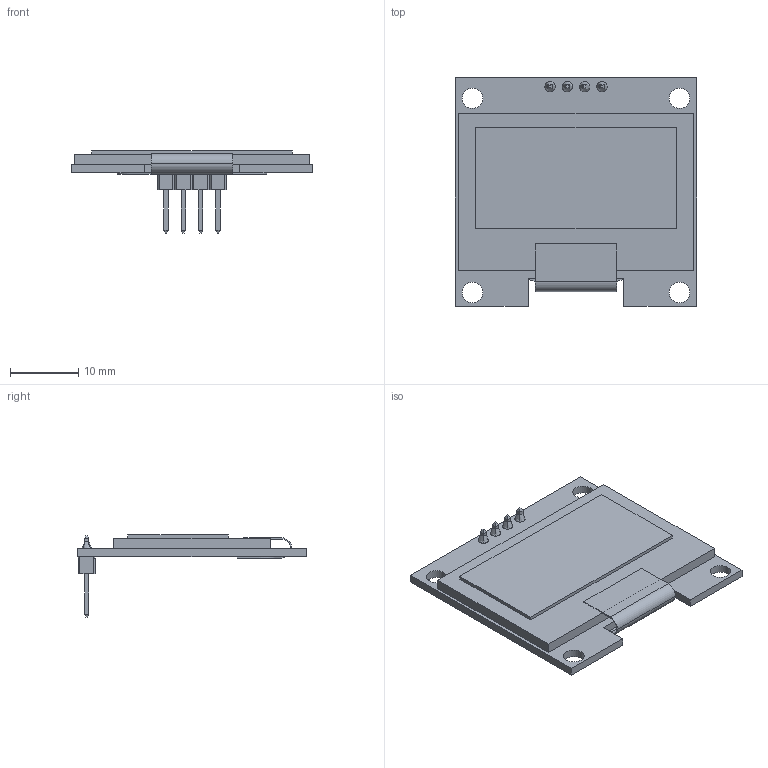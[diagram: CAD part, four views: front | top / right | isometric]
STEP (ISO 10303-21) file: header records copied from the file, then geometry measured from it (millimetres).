
FILE_DESCRIPTION(/* description */ (''),/* implementation_level */ '2;1');
FILE_NAME(/* name */ 'PCB v8 v1.step',/* time_stamp */ '2020-01-16T20:09:45-05:00',/* author */ (''),/* organization */ (''),/* preprocessor_version */ 'ST-DEVELOPER v18',/* originating_system */ 'Autodesk Translation Framework v8.12.0.6',/* authorisation */ '');
FILE_SCHEMA (('AUTOMOTIVE_DESIGN { 1 0 10303 214 3 1 1 }'));
Length unit declared in the file: millimetre
Products named in the file (6): PCB v8; Board; PIN HEADER MALE 2; LCD v2; FLEX FILM v1; 4 lü Lehim v1
Assembly tree (5 placements, depth 2):
  PCB v8
    Board
    PIN HEADER MALE 2
    LCD v2
    FLEX FILM v1
    4 lü Lehim v1
Bounding box: 35.4 x 33.5 x 12.04 mm (x, y, z)
Volume: 2850.8 mm3; surface area: 5006.8 mm2
Topology: 8 solids, 8 shells, 319 faces, 826 edges, 528 vertices
Faces by surface type: plane 289, bspline 16, cylinder 14
Full cylindrical faces by diameter (mm): 1 x4, 3 x4
Entity records: 10265 total; most frequent: CARTESIAN_POINT 2196, ORIENTED_EDGE 1652, DIRECTION 1468, EDGE_CURVE 826, LINE 780, VECTOR 780, VERTEX_POINT 528, EDGE_LOOP 348
